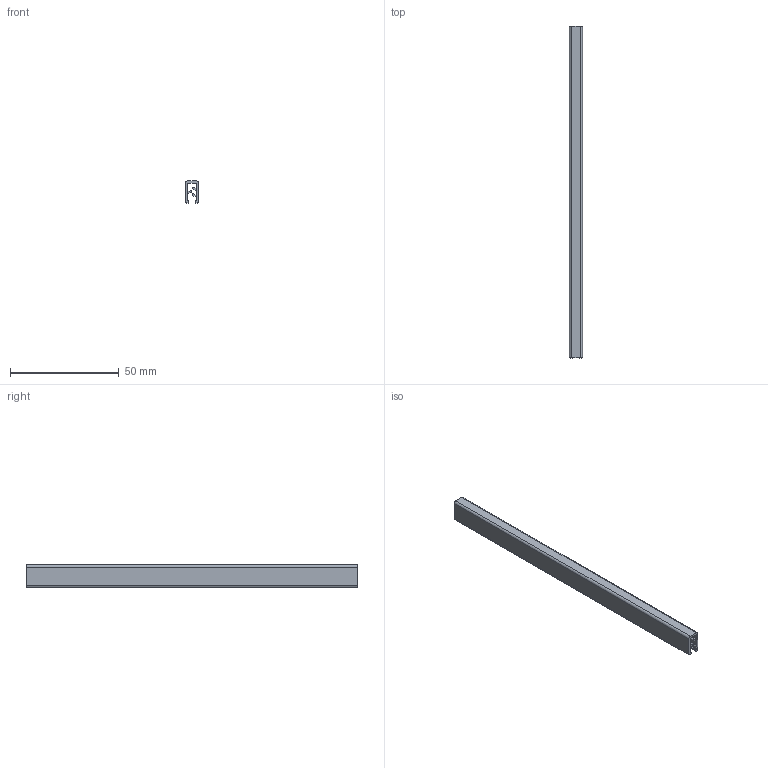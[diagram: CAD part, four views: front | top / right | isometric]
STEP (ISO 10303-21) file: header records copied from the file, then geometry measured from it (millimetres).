
FILE_DESCRIPTION(('', 'CAx-IF Rec.Pracs.---Representation and Presentation of Product Manufacturing Information (PMI)---4.0---2014-10-13'),'2;1');
FILE_NAME('SG1754.STP', '2021-08-04T20:24:40',(''), (''), 'Kubotek Kosmos Version 3.0.10279.10279', 'KeyCreator Pro', '');
FILE_SCHEMA(('AP242_MANAGED_MODEL_BASED_3D_ENGINEERING_MIM_LF { 1 0 10303 442 1 1 4 }'));
Length unit declared in the file: inch
Bounding box: 5.99 x 152.4 x 10.16 mm (x, y, z)
Volume: 4665.3 mm3; surface area: 10487.9 mm2
Topology: 4 solids, 4 shells, 40 faces, 96 edges, 64 vertices
Faces by surface type: plane 29, cylinder 11
Entity records: 1204 total; most frequent: CARTESIAN_POINT 201, DIRECTION 200, ORIENTED_EDGE 192, EDGE_CURVE 96, VECTOR 74, LINE 74, VERTEX_POINT 64, AXIS2_PLACEMENT_3D 63
